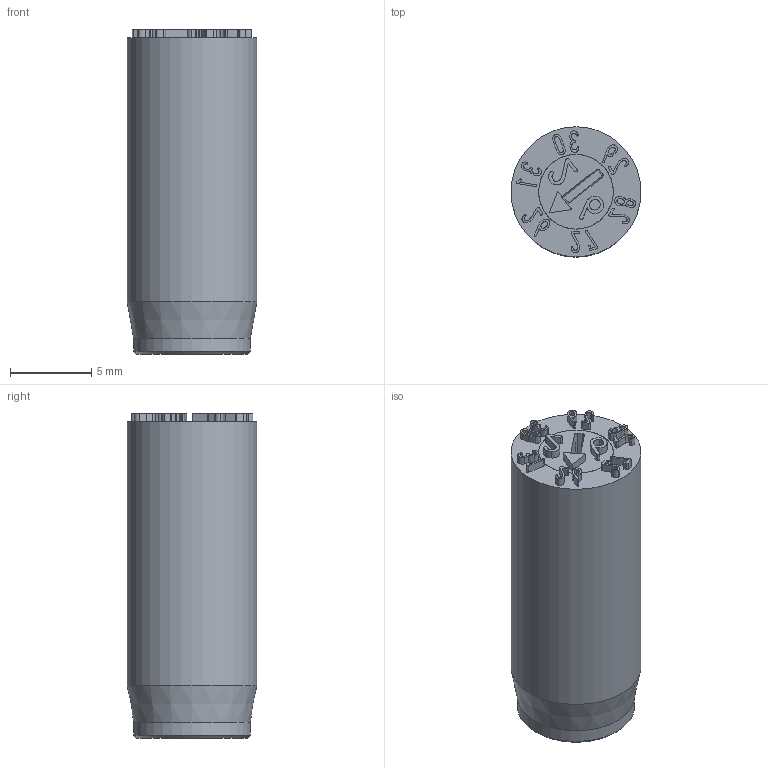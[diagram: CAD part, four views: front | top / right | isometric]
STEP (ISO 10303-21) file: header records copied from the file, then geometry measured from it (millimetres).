
FILE_DESCRIPTION(/* description */ (''),/* implementation_level */ '2;1');
FILE_NAME(/* name */ 'Dati-7000_$8$Jahr+5.stp',/* time_stamp */ '2025-09-02T15:51:40+02:00',/* author */ ('olafg'),/* organization */ (''),/* preprocessor_version */ 'ST-DEVELOPER v20',/* originating_system */ 'Autodesk Inventor 2024',/* authorisation */ '');
FILE_SCHEMA (('AUTOMOTIVE_DESIGN { 1 0 10303 214 3 1 1 }'));
Length unit declared in the file: millimetre
Products named in the file (3): Zusammenbau 1008; 1008-01-00 Hülse; 2010-05-00 Stelleinsatz
Assembly tree (2 placements, depth 2):
  Zusammenbau 1008
    1008-01-00 Hülse
    2010-05-00 Stelleinsatz
Bounding box: 8 x 8 x 20 mm (x, y, z)
Volume: 810.2 mm3; surface area: 1022.1 mm2
Topology: 2 solids, 2 shells, 297 faces, 805 edges, 534 vertices
Faces by surface type: bspline 189, plane 91, cone 9, cylinder 7, torus 1
Full cylindrical faces by diameter (mm): 2.5 x2, 4 x1, 4.6 x2, 7.2 x1, 8 x1
Entity records: 10445 total; most frequent: CARTESIAN_POINT 4163, ORIENTED_EDGE 1602, EDGE_CURVE 801, DIRECTION 678, VERTEX_POINT 532, LINE 392, VECTOR 392, B_SPLINE_CURVE_WITH_KNOTS 378
